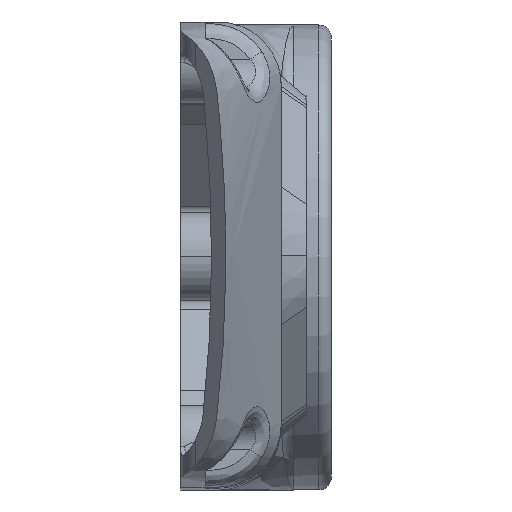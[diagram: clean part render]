
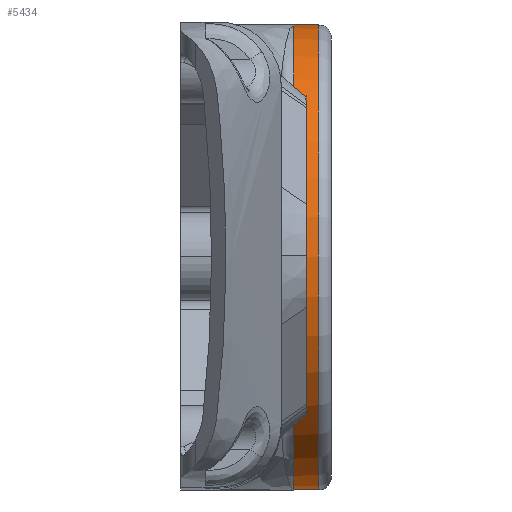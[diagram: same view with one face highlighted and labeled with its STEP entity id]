
A CAD part, top view. The second image highlights one B-rep face of the part: STEP entity #5434.
In plain terms, the highlighted cylindrical face has radius 18.5 mm (diameter 37 mm), a partial arc.
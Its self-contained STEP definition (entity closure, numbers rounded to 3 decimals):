
#178 = EDGE_CURVE ( 'NONE', #11095, #2520, #9095, .T. ) ;
#243 = CARTESIAN_POINT ( 'NONE',  ( 9., 0., 0. ) ) ;
#301 = DIRECTION ( 'NONE',  ( 1., 0., 0. ) ) ;
#448 = ORIENTED_EDGE ( 'NONE', *, *, #178, .F. ) ;
#452 = CARTESIAN_POINT ( 'NONE',  ( 11., 12.237, -13.875 ) ) ;
#637 = EDGE_CURVE ( 'NONE', #9205, #5740, #7808, .T. ) ;
#845 = ORIENTED_EDGE ( 'NONE', *, *, #2296, .T. ) ;
#883 = CARTESIAN_POINT ( 'NONE',  ( 9., -18.5, 0. ) ) ;
#1146 = DIRECTION ( 'NONE',  ( 1., 0., 0. ) ) ;
#1234 = CARTESIAN_POINT ( 'NONE',  ( 11., 0., 0. ) ) ;
#1355 = ORIENTED_EDGE ( 'NONE', *, *, #637, .F. ) ;
#1394 = EDGE_CURVE ( 'NONE', #9531, #1415, #4683, .T. ) ;
#1415 = VERTEX_POINT ( 'NONE', #883 ) ;
#1778 = VECTOR ( 'NONE', #6451, 1000. ) ;
#1791 = CARTESIAN_POINT ( 'NONE',  ( 9., 0., 0. ) ) ;
#2081 = CARTESIAN_POINT ( 'NONE',  ( 0., 0., 0. ) ) ;
#2296 = EDGE_CURVE ( 'NONE', #9205, #8671, #7658, .T. ) ;
#2332 = ORIENTED_EDGE ( 'NONE', *, *, #10105, .T. ) ;
#2372 = AXIS2_PLACEMENT_3D ( 'NONE', #2722, #9066, #7128 ) ;
#2398 = DIRECTION ( 'NONE',  ( 0., 0., -1. ) ) ;
#2520 = VERTEX_POINT ( 'NONE', #7325 ) ;
#2694 = ORIENTED_EDGE ( 'NONE', *, *, #10139, .F. ) ;
#2722 = CARTESIAN_POINT ( 'NONE',  ( 0., 0., 0. ) ) ;
#2837 = AXIS2_PLACEMENT_3D ( 'NONE', #2081, #8447, #3921 ) ;
#3465 = VECTOR ( 'NONE', #1146, 1000. ) ;
#3849 = CARTESIAN_POINT ( 'NONE',  ( -12., 12.237, -13.875 ) ) ;
#3921 = DIRECTION ( 'NONE',  ( 0., 0., -1. ) ) ;
#4309 = LINE ( 'NONE', #3849, #3465 ) ;
#4454 = AXIS2_PLACEMENT_3D ( 'NONE', #243, #11217, #6580 ) ;
#4624 = DIRECTION ( 'NONE',  ( 1., 0., 0. ) ) ;
#4683 = CIRCLE ( 'NONE', #8476, 18.5 ) ;
#4809 = CARTESIAN_POINT ( 'NONE',  ( -12., -18.5, 0. ) ) ;
#4960 = ORIENTED_EDGE ( 'NONE', *, *, #1394, .T. ) ;
#5061 = FACE_OUTER_BOUND ( 'NONE', #6838, .T. ) ;
#5151 = LINE ( 'NONE', #4809, #10695 ) ;
#5434 = ADVANCED_FACE ( 'NONE', ( #5061 ), #7056, .T. ) ;
#5694 = ORIENTED_EDGE ( 'NONE', *, *, #6646, .T. ) ;
#5740 = VERTEX_POINT ( 'NONE', #6243 ) ;
#5752 = AXIS2_PLACEMENT_3D ( 'NONE', #7875, #10721, #2398 ) ;
#5782 = DIRECTION ( 'NONE',  ( -1., 0., 0. ) ) ;
#6038 = CIRCLE ( 'NONE', #8021, 18.5 ) ;
#6158 = VERTEX_POINT ( 'NONE', #452 ) ;
#6235 = DIRECTION ( 'NONE',  ( 1., 0., 0. ) ) ;
#6243 = CARTESIAN_POINT ( 'NONE',  ( 0., 12.237, -13.875 ) ) ;
#6346 = CARTESIAN_POINT ( 'NONE',  ( 0., 18.5, 0. ) ) ;
#6451 = DIRECTION ( 'NONE',  ( 1., 0., 0. ) ) ;
#6580 = DIRECTION ( 'NONE',  ( 0., 0., 1. ) ) ;
#6646 = EDGE_CURVE ( 'NONE', #9239, #6158, #6038, .T. ) ;
#6838 = EDGE_LOOP ( 'NONE', ( #448, #7661, #5694, #2694, #1355, #845, #2332, #4960, #10127 ) ) ;
#7056 = CYLINDRICAL_SURFACE ( 'NONE', #5752, 18.5 ) ;
#7128 = DIRECTION ( 'NONE',  ( 0., 0., -1. ) ) ;
#7163 = CARTESIAN_POINT ( 'NONE',  ( -12., 18.5, 0. ) ) ;
#7325 = CARTESIAN_POINT ( 'NONE',  ( 0., -18.5, 0. ) ) ;
#7658 = LINE ( 'NONE', #7163, #10776 ) ;
#7661 = ORIENTED_EDGE ( 'NONE', *, *, #8820, .T. ) ;
#7808 = CIRCLE ( 'NONE', #2372, 18.5 ) ;
#7875 = CARTESIAN_POINT ( 'NONE',  ( -12., 0., 0. ) ) ;
#8021 = AXIS2_PLACEMENT_3D ( 'NONE', #1234, #5782, #11300 ) ;
#8025 = LINE ( 'NONE', #9217, #1778 ) ;
#8040 = CARTESIAN_POINT ( 'NONE',  ( 0., -12.237, -13.875 ) ) ;
#8054 = DIRECTION ( 'NONE',  ( 0., 0., 1. ) ) ;
#8447 = DIRECTION ( 'NONE',  ( -1., 0., 0. ) ) ;
#8476 = AXIS2_PLACEMENT_3D ( 'NONE', #1791, #6235, #8054 ) ;
#8671 = VERTEX_POINT ( 'NONE', #9777 ) ;
#8820 = EDGE_CURVE ( 'NONE', #11095, #9239, #8025, .T. ) ;
#9066 = DIRECTION ( 'NONE',  ( -1., 0., 0. ) ) ;
#9095 = CIRCLE ( 'NONE', #2837, 18.5 ) ;
#9205 = VERTEX_POINT ( 'NONE', #6346 ) ;
#9217 = CARTESIAN_POINT ( 'NONE',  ( -12., -12.237, -13.875 ) ) ;
#9239 = VERTEX_POINT ( 'NONE', #11745 ) ;
#9531 = VERTEX_POINT ( 'NONE', #10549 ) ;
#9569 = CIRCLE ( 'NONE', #4454, 18.5 ) ;
#9777 = CARTESIAN_POINT ( 'NONE',  ( 9., 18.5, 0. ) ) ;
#10105 = EDGE_CURVE ( 'NONE', #8671, #9531, #9569, .T. ) ;
#10127 = ORIENTED_EDGE ( 'NONE', *, *, #10591, .F. ) ;
#10139 = EDGE_CURVE ( 'NONE', #5740, #6158, #4309, .T. ) ;
#10549 = CARTESIAN_POINT ( 'NONE',  ( 9., 0., 18.5 ) ) ;
#10591 = EDGE_CURVE ( 'NONE', #2520, #1415, #5151, .T. ) ;
#10695 = VECTOR ( 'NONE', #301, 1000. ) ;
#10721 = DIRECTION ( 'NONE',  ( 1., 0., 0. ) ) ;
#10776 = VECTOR ( 'NONE', #4624, 1000. ) ;
#11095 = VERTEX_POINT ( 'NONE', #8040 ) ;
#11217 = DIRECTION ( 'NONE',  ( 1., 0., 0. ) ) ;
#11300 = DIRECTION ( 'NONE',  ( 0., 0., -1. ) ) ;
#11745 = CARTESIAN_POINT ( 'NONE',  ( 11., -12.237, -13.875 ) ) ;
